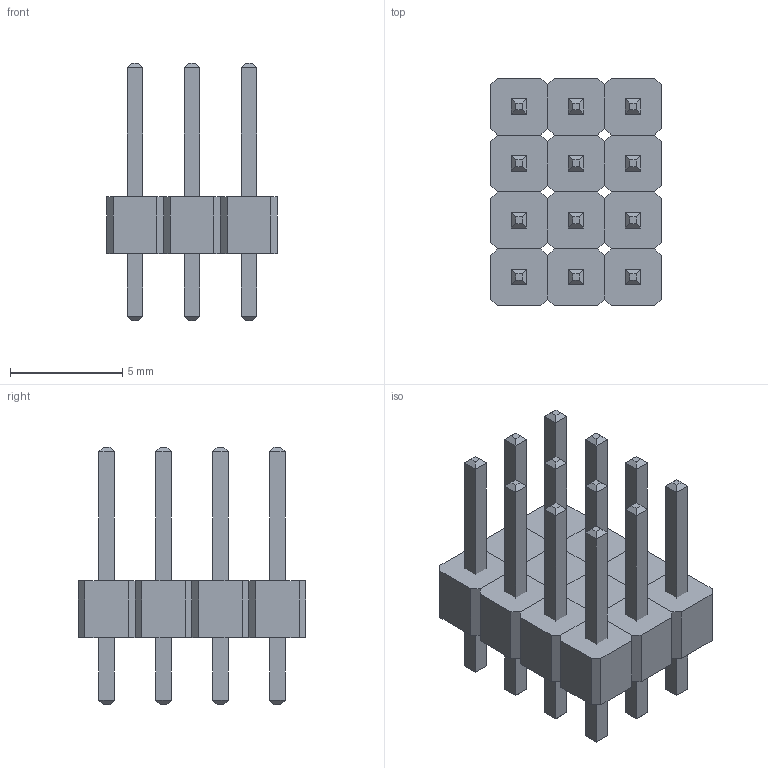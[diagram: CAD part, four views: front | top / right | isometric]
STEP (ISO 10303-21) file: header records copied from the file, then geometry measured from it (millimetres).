
FILE_DESCRIPTION(('FreeCAD Model'),'2;1');
FILE_NAME('Open CASCADE Shape Model','2022-05-18T20:01:27',( 'kicad StepUp'),('ksu MCAD'),'Open CASCADE STEP processor 7.5', 'FreeCAD','Unknown');
FILE_SCHEMA(('AUTOMOTIVE_DESIGN { 1 0 10303 214 1 1 1 1 }'));
Length unit declared in the file: millimetre
Products named in the file (3): PinHeader_P2.54mm_3x04; Body004; Pin002
Assembly tree (2 placements, depth 2):
  PinHeader_P2.54mm_3x04
    Body004
    Pin002
Bounding box: 7.62 x 10.16 x 11.5 mm (x, y, z)
Volume: 257.7 mm3; surface area: 659.9 mm2
Topology: 13 solids, 13 shells, 302 faces, 652 edges, 364 vertices
Faces by surface type: plane 302
Entity records: 7908 total; most frequent: CARTESIAN_POINT 1321, ORIENTED_EDGE 1304, DIRECTION 1262, EDGE_CURVE 652, LINE 652, VECTOR 652, VERTEX_POINT 364, AXIS2_PLACEMENT_3D 305
